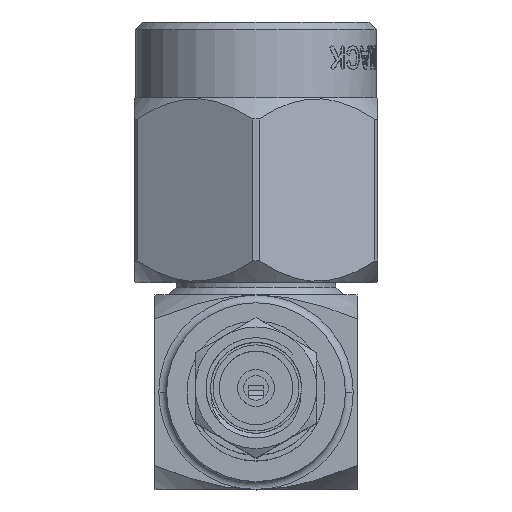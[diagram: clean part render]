
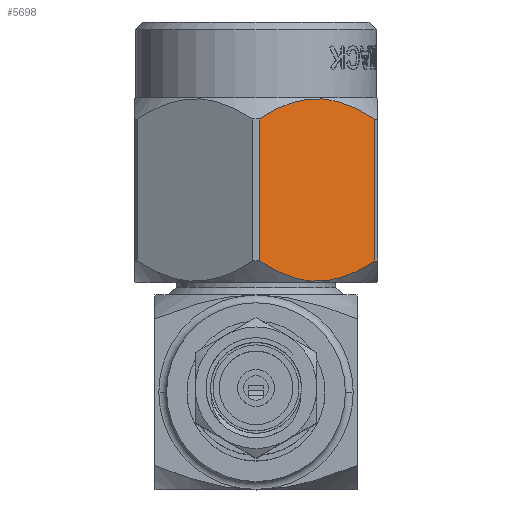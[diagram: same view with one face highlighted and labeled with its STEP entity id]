
A CAD part, top view. The second image highlights one B-rep face of the part: STEP entity #5698.
In plain terms, the highlighted face is planar.
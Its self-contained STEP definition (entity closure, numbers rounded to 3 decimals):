
#674 = CARTESIAN_POINT ( 'NONE',  ( 3.343, 3.615, -2.147 ) ) ;
#951 = CARTESIAN_POINT ( 'NONE',  ( 3.911, 9.437, -1.164 ) ) ;
#1012 = B_SPLINE_CURVE_WITH_KNOTS ( 'NONE', 3,
 ( #4884, #17821, #10309, #19864, #8660, #8577, #4567, #1029, #14179, #19635, #951, #8345, #21582, #2932 ),
 .UNSPECIFIED., .F., .F.,
 ( 4, 2, 2, 2, 2, 2, 4 ),
 ( 0., 0.001, 0.002, 0.002, 0.003, 0.003, 0.005 ),
 .UNSPECIFIED. ) ;
#1029 = CARTESIAN_POINT ( 'NONE',  ( 3.531, 9.565, -1.822 ) ) ;
#1637 = CARTESIAN_POINT ( 'NONE',  ( 2.35, 4.278, -3.867 ) ) ;
#1833 = VERTEX_POINT ( 'NONE', #15683 ) ;
#2087 = VERTEX_POINT ( 'NONE', #10477 ) ;
#2642 = CARTESIAN_POINT ( 'NONE',  ( 4.524, 4.278, -0.102 ) ) ;
#2695 = DIRECTION ( 'NONE',  ( -0.5, 0., -0.866 ) ) ;
#2805 = CARTESIAN_POINT ( 'NONE',  ( 3.248, 3.632, -2.312 ) ) ;
#2932 = CARTESIAN_POINT ( 'NONE',  ( 4.524, 8.902, -0.102 ) ) ;
#2935 = CARTESIAN_POINT ( 'NONE',  ( 4.583, 2.995, 0. ) ) ;
#3176 = VERTEX_POINT ( 'NONE', #1637 ) ;
#4522 = CARTESIAN_POINT ( 'NONE',  ( 3.914, 3.746, -1.159 ) ) ;
#4567 = CARTESIAN_POINT ( 'NONE',  ( 3.34, 9.565, -2.153 ) ) ;
#4649 = PLANE ( 'NONE',  #23211 ) ;
#4884 = CARTESIAN_POINT ( 'NONE',  ( 2.35, 8.902, -3.867 ) ) ;
#5698 = ADVANCED_FACE ( 'NONE', ( #12791 ), #4649, .T. ) ;
#6384 = CARTESIAN_POINT ( 'NONE',  ( 2.35, 4.278, -3.867 ) ) ;
#6470 = CARTESIAN_POINT ( 'NONE',  ( 2.69, 3.922, -3.278 ) ) ;
#7328 = EDGE_LOOP ( 'NONE', ( #16059, #11989, #10837, #17452 ) ) ;
#7663 = DIRECTION ( 'NONE',  ( 0., 1., 0. ) ) ;
#7898 = EDGE_CURVE ( 'NONE', #2087, #3176, #15142, .T. ) ;
#8095 = VECTOR ( 'NONE', #7663, 1000. ) ;
#8345 = CARTESIAN_POINT ( 'NONE',  ( 4.184, 9.259, -0.691 ) ) ;
#8577 = CARTESIAN_POINT ( 'NONE',  ( 3.244, 9.548, -2.32 ) ) ;
#8660 = CARTESIAN_POINT ( 'NONE',  ( 3.053, 9.483, -2.65 ) ) ;
#9497 = EDGE_CURVE ( 'NONE', #2087, #10257, #1012, .T. ) ;
#10257 = VERTEX_POINT ( 'NONE', #12151 ) ;
#10309 = CARTESIAN_POINT ( 'NONE',  ( 2.689, 9.258, -3.279 ) ) ;
#10477 = CARTESIAN_POINT ( 'NONE',  ( 2.35, 8.902, -3.867 ) ) ;
#10837 = ORIENTED_EDGE ( 'NONE', *, *, #7898, .F. ) ;
#11989 = ORIENTED_EDGE ( 'NONE', *, *, #22723, .T. ) ;
#12151 = CARTESIAN_POINT ( 'NONE',  ( 4.524, 8.902, -0.102 ) ) ;
#12791 = FACE_OUTER_BOUND ( 'NONE', #7328, .T. ) ;
#13892 = CARTESIAN_POINT ( 'NONE',  ( 4.357, 4.087, -0.391 ) ) ;
#14179 = CARTESIAN_POINT ( 'NONE',  ( 3.626, 9.549, -1.656 ) ) ;
#15142 = LINE ( 'NONE', #19787, #23645 ) ;
#15683 = CARTESIAN_POINT ( 'NONE',  ( 4.524, 4.278, -0.102 ) ) ;
#15792 = CARTESIAN_POINT ( 'NONE',  ( 3.534, 3.616, -1.816 ) ) ;
#16059 = ORIENTED_EDGE ( 'NONE', *, *, #18976, .F. ) ;
#17452 = ORIENTED_EDGE ( 'NONE', *, *, #9497, .T. ) ;
#17693 = CARTESIAN_POINT ( 'NONE',  ( 3.057, 3.696, -2.642 ) ) ;
#17774 = CARTESIAN_POINT ( 'NONE',  ( 4.185, 3.923, -0.689 ) ) ;
#17821 = CARTESIAN_POINT ( 'NONE',  ( 2.517, 9.094, -3.577 ) ) ;
#18213 = LINE ( 'NONE', #20917, #8095 ) ;
#18976 = EDGE_CURVE ( 'NONE', #1833, #10257, #18213, .T. ) ;
#19505 = CARTESIAN_POINT ( 'NONE',  ( 3.631, 3.633, -1.649 ) ) ;
#19635 = CARTESIAN_POINT ( 'NONE',  ( 3.817, 9.485, -1.327 ) ) ;
#19787 = CARTESIAN_POINT ( 'NONE',  ( 2.35, -1.27, -3.867 ) ) ;
#19864 = CARTESIAN_POINT ( 'NONE',  ( 2.96, 9.435, -2.81 ) ) ;
#20917 = CARTESIAN_POINT ( 'NONE',  ( 4.524, -1.27, -0.102 ) ) ;
#21381 = CARTESIAN_POINT ( 'NONE',  ( 2.518, 4.087, -3.577 ) ) ;
#21578 = DIRECTION ( 'NONE',  ( 0., -1., 0. ) ) ;
#21582 = CARTESIAN_POINT ( 'NONE',  ( 4.356, 9.094, -0.392 ) ) ;
#22723 = EDGE_CURVE ( 'NONE', #1833, #3176, #23991, .T. ) ;
#23096 = CARTESIAN_POINT ( 'NONE',  ( 2.963, 3.744, -2.805 ) ) ;
#23211 = AXIS2_PLACEMENT_3D ( 'NONE', #2935, #23529, #2695 ) ;
#23256 = CARTESIAN_POINT ( 'NONE',  ( 3.821, 3.698, -1.319 ) ) ;
#23529 = DIRECTION ( 'NONE',  ( 0.866, 0., -0.5 ) ) ;
#23645 = VECTOR ( 'NONE', #21578, 1000. ) ;
#23991 = B_SPLINE_CURVE_WITH_KNOTS ( 'NONE', 3,
 ( #2642, #13892, #17774, #4522, #23256, #19505, #15792, #674, #2805, #17693, #23096, #6470, #21381, #6384 ),
 .UNSPECIFIED., .F., .F.,
 ( 4, 2, 2, 2, 2, 2, 4 ),
 ( 0., 0.001, 0.002, 0.002, 0.003, 0.003, 0.005 ),
 .UNSPECIFIED. ) ;
